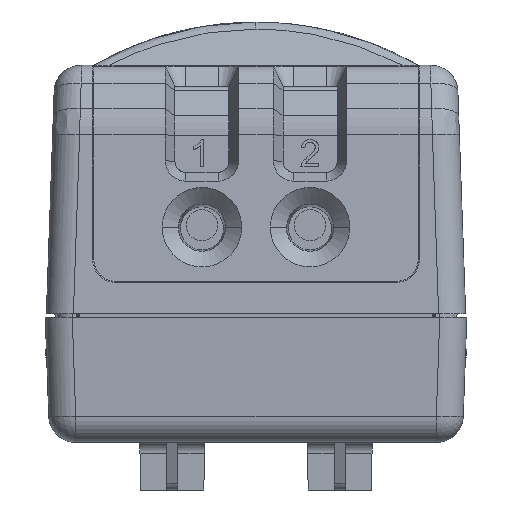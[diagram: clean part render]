
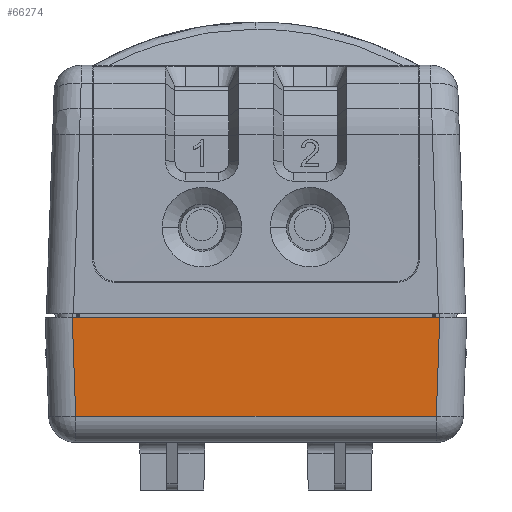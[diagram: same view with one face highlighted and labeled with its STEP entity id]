
A CAD part, front view. The second image highlights one B-rep face of the part: STEP entity #66274.
In plain terms, the highlighted face is planar.
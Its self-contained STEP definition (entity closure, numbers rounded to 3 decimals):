
#45762=CARTESIAN_POINT('',(-17.002,-28.,-5.8));
#45773=DIRECTION('',(1.,0.,0.));
#45774=VECTOR('',#45773,34.003);
#45775=CARTESIAN_POINT('',(-17.002,-28.,-5.8));
#45776=LINE('',#45775,#45774);
#45786=CARTESIAN_POINT('',(17.002,-28.,-5.8));
#51017=DIRECTION('',(1.,0.,0.));
#51018=VECTOR('',#51017,33.361);
#51019=CARTESIAN_POINT('',(-16.681,-27.679,
3.387));
#51020=LINE('',#51019,#51018);
#51024=DIRECTION('',(0.035,-0.035,-0.999));
#51025=VECTOR('',#51024,9.198);
#51026=CARTESIAN_POINT('',(16.681,-27.679,
3.387));
#51027=LINE('',#51026,#51025);
#51031=DIRECTION('',(-0.035,-0.035,-0.999));
#51032=VECTOR('',#51031,9.198);
#51033=CARTESIAN_POINT('',(-16.681,-27.679,
3.387));
#51034=LINE('',#51033,#51032);
#61126=VERTEX_POINT('',#45762);
#61129=VERTEX_POINT('',#45786);
#61152=CARTESIAN_POINT('',(-16.681,-27.679,
3.387));
#61153=VERTEX_POINT('',#61152);
#61156=CARTESIAN_POINT('',(16.681,-27.679,
3.387));
#61157=VERTEX_POINT('',#61156);
#66262=CARTESIAN_POINT('',(-21.37,-28.,-5.8));
#66263=DIRECTION('',(0.,-0.999,0.035));
#66264=DIRECTION('',(-1.,0.,0.));
#66265=AXIS2_PLACEMENT_3D('',#66262,#66263,#66264);
#66266=PLANE('',#66265);
#66268=ORIENTED_EDGE('',*,*,#66267,.T.);
#66269=ORIENTED_EDGE('',*,*,#66257,.T.);
#66270=ORIENTED_EDGE('',*,*,#62827,.F.);
#66271=ORIENTED_EDGE('',*,*,#62877,.F.);
#66272=EDGE_LOOP('',(#66268,#66269,#66270,#66271));
#66273=FACE_OUTER_BOUND('',#66272,.F.);
#62827=EDGE_CURVE('',#61126,#61129,#45776,.T.);
#62877=EDGE_CURVE('',#61153,#61126,#51034,.T.);
#66257=EDGE_CURVE('',#61157,#61129,#51027,.T.);
#66267=EDGE_CURVE('',#61153,#61157,#51020,.T.);
#66274=ADVANCED_FACE('',(#66273),#66266,.T.);
